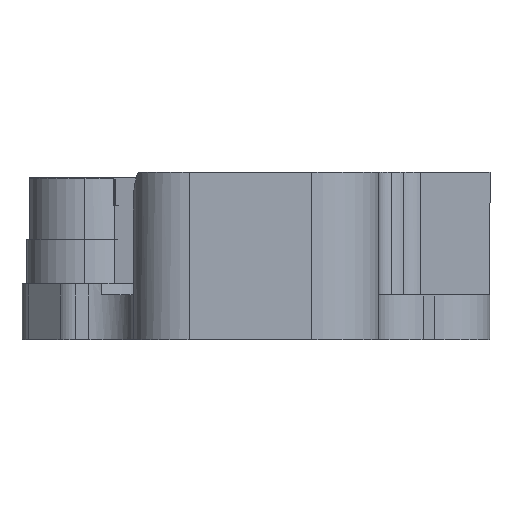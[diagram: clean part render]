
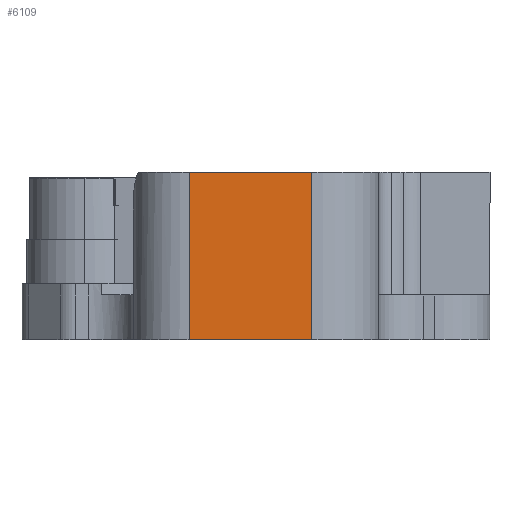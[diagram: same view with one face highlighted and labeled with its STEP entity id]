
A CAD part, left-side view. The second image highlights one B-rep face of the part: STEP entity #6109.
In plain terms, the highlighted planar face has unit normal (-1, 0, 0).
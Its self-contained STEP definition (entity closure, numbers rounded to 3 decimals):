
#473 = CARTESIAN_POINT ( 'NONE',  ( -36.15, 11.15, -26.627 ) ) ;
#476 = FACE_OUTER_BOUND ( 'NONE', #11649, .T. ) ;
#477 = PLANE ( 'NONE',  #7842 ) ;
#479 = DIRECTION ( 'NONE',  ( -1., 0., 0. ) ) ;
#480 = DIRECTION ( 'NONE',  ( 0., 0., 1. ) ) ;
#812 = LINE ( 'NONE', #814, #7974 ) ;
#814 = CARTESIAN_POINT ( 'NONE',  ( -36.15, -4.85, -26.627 ) ) ;
#815 = DIRECTION ( 'NONE',  ( 0., 0., 1. ) ) ;
#5089 = LINE ( 'NONE', #5090, #8521 ) ;
#5090 = CARTESIAN_POINT ( 'NONE',  ( -36.15, 11.15, 0. ) ) ;
#5091 = DIRECTION ( 'NONE',  ( 0., -1., 0. ) ) ;
#5209 = CARTESIAN_POINT ( 'NONE',  ( -36.15, 6.15, 15. ) ) ;
#5253 = CARTESIAN_POINT ( 'NONE',  ( -36.15, -4.85, 15. ) ) ;
#5834 = VERTEX_POINT ( 'NONE', #12013 ) ;
#5942 = EDGE_CURVE ( 'NONE', #8909, #9109, #12242, .T. ) ;
#6109 = ADVANCED_FACE ( 'NONE', ( #476 ), #477, .T. ) ;
#6201 = EDGE_CURVE ( 'NONE', #6455, #9109, #812, .T. ) ;
#6455 = VERTEX_POINT ( 'NONE', #9341 ) ;
#6938 = EDGE_CURVE ( 'NONE', #8909, #5834, #9441, .T. ) ;
#7836 = VECTOR ( 'NONE', #12244, 1000. ) ;
#7842 = AXIS2_PLACEMENT_3D ( 'NONE', #473, #479, #480 ) ;
#7974 = VECTOR ( 'NONE', #815, 1000. ) ;
#8032 = VECTOR ( 'NONE', #9444, 1000. ) ;
#8521 = VECTOR ( 'NONE', #5091, 1000. ) ;
#8779 = EDGE_CURVE ( 'NONE', #5834, #6455, #5089, .T. ) ;
#8909 = VERTEX_POINT ( 'NONE', #5209 ) ;
#9109 = VERTEX_POINT ( 'NONE', #5253 ) ;
#9341 = CARTESIAN_POINT ( 'NONE',  ( -36.15, -4.85, 0. ) ) ;
#9441 = LINE ( 'NONE', #9443, #8032 ) ;
#9443 = CARTESIAN_POINT ( 'NONE',  ( -36.15, 6.15, -26.627 ) ) ;
#9444 = DIRECTION ( 'NONE',  ( 0., 0., -1. ) ) ;
#11186 = ORIENTED_EDGE ( 'NONE', *, *, #8779, .T. ) ;
#11326 = ORIENTED_EDGE ( 'NONE', *, *, #6201, .T. ) ;
#11327 = ORIENTED_EDGE ( 'NONE', *, *, #6938, .T. ) ;
#11328 = ORIENTED_EDGE ( 'NONE', *, *, #5942, .F. ) ;
#11649 = EDGE_LOOP ( 'NONE', ( #11328, #11327, #11186, #11326 ) ) ;
#12013 = CARTESIAN_POINT ( 'NONE',  ( -36.15, 6.15, 0. ) ) ;
#12242 = LINE ( 'NONE', #12243, #7836 ) ;
#12243 = CARTESIAN_POINT ( 'NONE',  ( -36.15, 11.15, 15. ) ) ;
#12244 = DIRECTION ( 'NONE',  ( 0., -1., 0. ) ) ;
